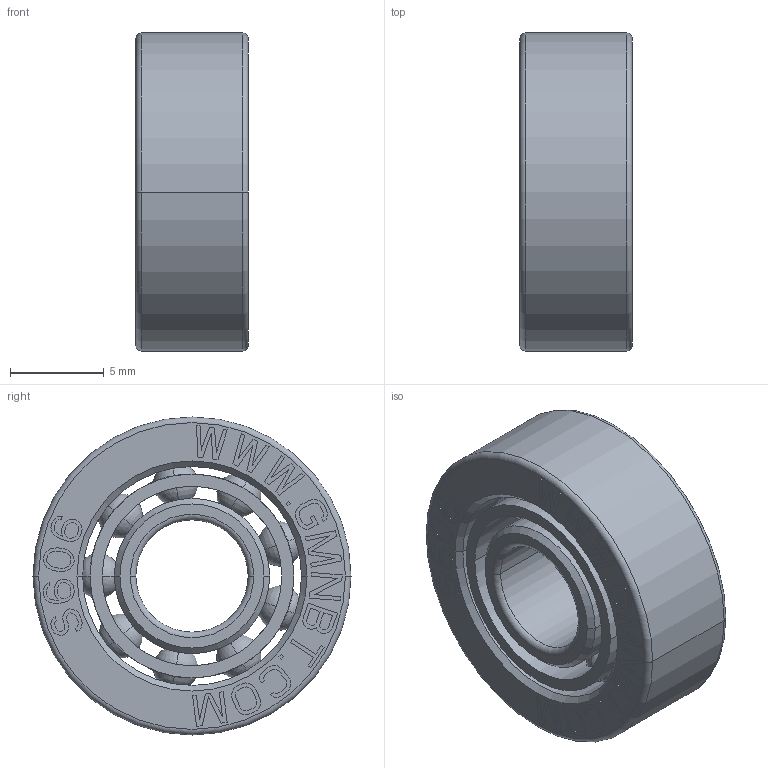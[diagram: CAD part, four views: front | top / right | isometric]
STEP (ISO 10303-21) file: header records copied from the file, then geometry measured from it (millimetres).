
FILE_DESCRIPTION((''),'2;1');
FILE_NAME('S606_PRT','2014-03-19T',('sales 4'),(''),'PRO/ENGINEER BY PARAMETRIC TECHNOLOGY CORPORATION, 2013150','PRO/ENGINEER BY PARAMETRIC TECHNOLOGY CORPORATION, 2013150','');
FILE_SCHEMA(('AUTOMOTIVE_DESIGN { 1 0 10303 214 1 1 1 1 }'));
Length unit declared in the file: millimetre
Products named in the file (1): S606_PRT
Bounding box: 6.01 x 17 x 17 mm (x, y, z)
Volume: 966 mm3; surface area: 1559.2 mm2
Topology: 3 solids, 3 shells, 613 faces, 1694 edges, 1090 vertices
Faces by surface type: plane 505, cylinder 50, sphere 36, torus 12, cone 10
Entity records: 26717 total; most frequent: CARTESIAN_POINT 5919, ORIENTED_EDGE 3316, DIRECTION 2980, PRESENTATION_STYLE_ASSIGNMENT 1688, STYLED_ITEM 1661, CURVE_STYLE 1658, EDGE_CURVE 1658, VECTOR 1490
